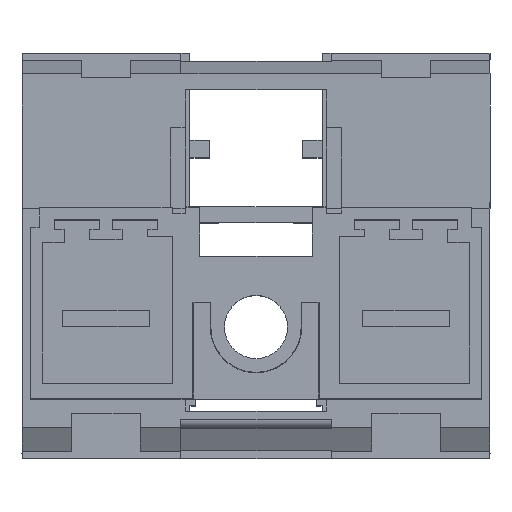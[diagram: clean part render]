
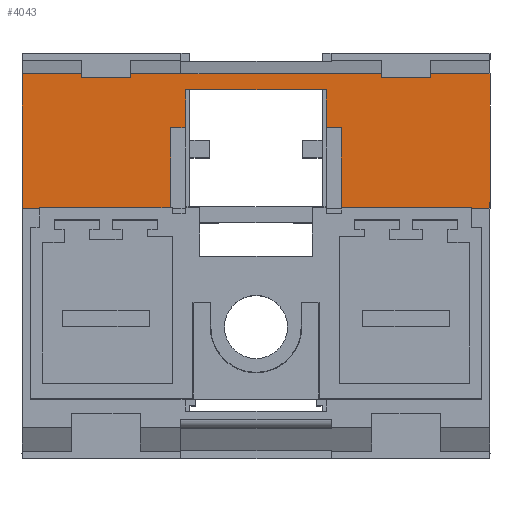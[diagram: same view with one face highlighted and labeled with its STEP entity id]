
A CAD part, top view. The second image highlights one B-rep face of the part: STEP entity #4043.
In plain terms, the highlighted planar face has unit normal (0, 0, 1).
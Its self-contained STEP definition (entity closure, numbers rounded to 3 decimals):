
#3928=AXIS2_PLACEMENT_3D('Plane Axis2P3D',#3925,#3926,#3927) ;
#3677=CARTESIAN_POINT('Vertex',(8.07,19.535,34.6)) ;
#3689=CARTESIAN_POINT('Vertex',(5.51,19.535,34.6)) ;
#3692=CARTESIAN_POINT('Line Origine',(6.79,19.535,34.6)) ;
#3716=CARTESIAN_POINT('Vertex',(5.51,19.35,34.6)) ;
#3719=CARTESIAN_POINT('Line Origine',(5.51,19.442,34.6)) ;
#3741=CARTESIAN_POINT('Vertex',(3.01,19.35,34.6)) ;
#3744=CARTESIAN_POINT('Line Origine',(4.26,19.35,34.6)) ;
#3762=CARTESIAN_POINT('Line Origine',(3.01,19.442,34.6)) ;
#3766=CARTESIAN_POINT('Vertex',(3.01,19.535,34.6)) ;
#3786=CARTESIAN_POINT('Vertex',(0.,19.535,34.6)) ;
#3789=CARTESIAN_POINT('Line Origine',(1.505,19.535,34.6)) ;
#3807=CARTESIAN_POINT('Line Origine',(0.,16.117,34.6)) ;
#3811=CARTESIAN_POINT('Vertex',(0.,12.7,34.6)) ;
#3853=CARTESIAN_POINT('Vertex',(7.55,12.7,34.6)) ;
#3856=CARTESIAN_POINT('Line Origine',(3.775,12.7,34.6)) ;
#3884=CARTESIAN_POINT('Vertex',(7.55,16.8,34.6)) ;
#3887=CARTESIAN_POINT('Line Origine',(7.55,14.75,34.6)) ;
#3905=CARTESIAN_POINT('Line Origine',(7.81,16.8,34.6)) ;
#3909=CARTESIAN_POINT('Vertex',(8.07,16.8,34.6)) ;
#3925=CARTESIAN_POINT('Axis2P3D Location',(23.76,19.535,34.6)) ;
#3930=CARTESIAN_POINT('Line Origine',(15.825,16.8,34.6)) ;
#3934=CARTESIAN_POINT('Vertex',(16.21,16.8,34.6)) ;
#3936=CARTESIAN_POINT('Vertex',(15.44,16.8,34.6)) ;
#3939=CARTESIAN_POINT('Line Origine',(16.21,14.75,34.6)) ;
#3943=CARTESIAN_POINT('Vertex',(16.21,12.7,34.6)) ;
#3946=CARTESIAN_POINT('Line Origine',(19.985,12.7,34.6)) ;
#3950=CARTESIAN_POINT('Vertex',(23.76,12.7,34.6)) ;
#3953=CARTESIAN_POINT('Line Origine',(23.76,16.117,34.6)) ;
#3957=CARTESIAN_POINT('Vertex',(23.76,19.535,34.6)) ;
#3960=CARTESIAN_POINT('Line Origine',(22.255,19.535,34.6)) ;
#3964=CARTESIAN_POINT('Vertex',(20.75,19.535,34.6)) ;
#3967=CARTESIAN_POINT('Line Origine',(20.75,19.442,34.6)) ;
#3971=CARTESIAN_POINT('Vertex',(20.75,19.35,34.6)) ;
#3974=CARTESIAN_POINT('Line Origine',(19.5,19.35,34.6)) ;
#3978=CARTESIAN_POINT('Vertex',(18.25,19.35,34.6)) ;
#3981=CARTESIAN_POINT('Line Origine',(18.25,19.442,34.6)) ;
#3985=CARTESIAN_POINT('Vertex',(18.25,19.535,34.6)) ;
#3988=CARTESIAN_POINT('Line Origine',(13.16,19.535,34.6)) ;
#3993=CARTESIAN_POINT('Line Origine',(8.195,16.8,34.6)) ;
#3997=CARTESIAN_POINT('Vertex',(8.32,16.8,34.6)) ;
#4000=CARTESIAN_POINT('Line Origine',(8.32,17.763,34.6)) ;
#4004=CARTESIAN_POINT('Vertex',(8.32,18.727,34.6)) ;
#4007=CARTESIAN_POINT('Line Origine',(11.88,18.727,34.6)) ;
#4011=CARTESIAN_POINT('Vertex',(15.44,18.727,34.6)) ;
#4014=CARTESIAN_POINT('Line Origine',(15.44,17.763,34.6)) ;
#3693=DIRECTION('Vector Direction',(-1.,0.,0.)) ;
#3720=DIRECTION('Vector Direction',(0.,-1.,0.)) ;
#3745=DIRECTION('Vector Direction',(-1.,0.,0.)) ;
#3763=DIRECTION('Vector Direction',(0.,-1.,0.)) ;
#3790=DIRECTION('Vector Direction',(-1.,0.,0.)) ;
#3808=DIRECTION('Vector Direction',(0.,-1.,0.)) ;
#3857=DIRECTION('Vector Direction',(-1.,0.,0.)) ;
#3888=DIRECTION('Vector Direction',(0.,1.,0.)) ;
#3906=DIRECTION('Vector Direction',(-1.,0.,0.)) ;
#3926=DIRECTION('Axis2P3D Direction',(0.,0.,-1.)) ;
#3927=DIRECTION('Axis2P3D XDirection',(0.,-1.,0.)) ;
#3931=DIRECTION('Vector Direction',(-1.,0.,0.)) ;
#3940=DIRECTION('Vector Direction',(0.,1.,0.)) ;
#3947=DIRECTION('Vector Direction',(-1.,0.,0.)) ;
#3954=DIRECTION('Vector Direction',(0.,-1.,0.)) ;
#3961=DIRECTION('Vector Direction',(-1.,0.,0.)) ;
#3968=DIRECTION('Vector Direction',(0.,-1.,0.)) ;
#3975=DIRECTION('Vector Direction',(-1.,0.,0.)) ;
#3982=DIRECTION('Vector Direction',(0.,-1.,0.)) ;
#3989=DIRECTION('Vector Direction',(-1.,0.,0.)) ;
#3994=DIRECTION('Vector Direction',(-1.,0.,0.)) ;
#4001=DIRECTION('Vector Direction',(0.,-1.,0.)) ;
#4008=DIRECTION('Vector Direction',(1.,0.,0.)) ;
#4015=DIRECTION('Vector Direction',(0.,-1.,0.)) ;
#3694=VECTOR('Line Direction',#3693,1.) ;
#3721=VECTOR('Line Direction',#3720,1.) ;
#3746=VECTOR('Line Direction',#3745,1.) ;
#3764=VECTOR('Line Direction',#3763,1.) ;
#3791=VECTOR('Line Direction',#3790,1.) ;
#3809=VECTOR('Line Direction',#3808,1.) ;
#3858=VECTOR('Line Direction',#3857,1.) ;
#3889=VECTOR('Line Direction',#3888,1.) ;
#3907=VECTOR('Line Direction',#3906,1.) ;
#3932=VECTOR('Line Direction',#3931,1.) ;
#3941=VECTOR('Line Direction',#3940,1.) ;
#3948=VECTOR('Line Direction',#3947,1.) ;
#3955=VECTOR('Line Direction',#3954,1.) ;
#3962=VECTOR('Line Direction',#3961,1.) ;
#3969=VECTOR('Line Direction',#3968,1.) ;
#3976=VECTOR('Line Direction',#3975,1.) ;
#3983=VECTOR('Line Direction',#3982,1.) ;
#3990=VECTOR('Line Direction',#3989,1.) ;
#3995=VECTOR('Line Direction',#3994,1.) ;
#4002=VECTOR('Line Direction',#4001,1.) ;
#4009=VECTOR('Line Direction',#4008,1.) ;
#4016=VECTOR('Line Direction',#4015,1.) ;
#4020=ORIENTED_EDGE('',*,*,#3938,.F.) ;
#4021=ORIENTED_EDGE('',*,*,#3945,.F.) ;
#4022=ORIENTED_EDGE('',*,*,#3952,.F.) ;
#4023=ORIENTED_EDGE('',*,*,#3959,.F.) ;
#4024=ORIENTED_EDGE('',*,*,#3966,.T.) ;
#4025=ORIENTED_EDGE('',*,*,#3973,.T.) ;
#4026=ORIENTED_EDGE('',*,*,#3980,.T.) ;
#4027=ORIENTED_EDGE('',*,*,#3987,.F.) ;
#4028=ORIENTED_EDGE('',*,*,#3992,.T.) ;
#4029=ORIENTED_EDGE('',*,*,#3696,.T.) ;
#4030=ORIENTED_EDGE('',*,*,#3723,.T.) ;
#4031=ORIENTED_EDGE('',*,*,#3748,.T.) ;
#4032=ORIENTED_EDGE('',*,*,#3768,.F.) ;
#4033=ORIENTED_EDGE('',*,*,#3793,.T.) ;
#4034=ORIENTED_EDGE('',*,*,#3813,.T.) ;
#4035=ORIENTED_EDGE('',*,*,#3860,.F.) ;
#4036=ORIENTED_EDGE('',*,*,#3891,.F.) ;
#4037=ORIENTED_EDGE('',*,*,#3911,.F.) ;
#4038=ORIENTED_EDGE('',*,*,#3999,.F.) ;
#4039=ORIENTED_EDGE('',*,*,#4006,.F.) ;
#4040=ORIENTED_EDGE('',*,*,#4013,.T.) ;
#4041=ORIENTED_EDGE('',*,*,#4018,.T.) ;
#4043=ADVANCED_FACE('HOUSING',(#4042),#3929,.F.) ;
#3696=EDGE_CURVE('',#3678,#3690,#3695,.T.) ;
#3723=EDGE_CURVE('',#3690,#3717,#3722,.T.) ;
#3748=EDGE_CURVE('',#3717,#3742,#3747,.T.) ;
#3768=EDGE_CURVE('',#3767,#3742,#3765,.T.) ;
#3793=EDGE_CURVE('',#3767,#3787,#3792,.T.) ;
#3813=EDGE_CURVE('',#3787,#3812,#3810,.T.) ;
#3860=EDGE_CURVE('',#3854,#3812,#3859,.T.) ;
#3891=EDGE_CURVE('',#3885,#3854,#3890,.F.) ;
#3911=EDGE_CURVE('',#3910,#3885,#3908,.T.) ;
#3938=EDGE_CURVE('',#3935,#3937,#3933,.T.) ;
#3945=EDGE_CURVE('',#3944,#3935,#3942,.T.) ;
#3952=EDGE_CURVE('',#3951,#3944,#3949,.T.) ;
#3959=EDGE_CURVE('',#3958,#3951,#3956,.T.) ;
#3966=EDGE_CURVE('',#3958,#3965,#3963,.T.) ;
#3973=EDGE_CURVE('',#3965,#3972,#3970,.T.) ;
#3980=EDGE_CURVE('',#3972,#3979,#3977,.T.) ;
#3987=EDGE_CURVE('',#3986,#3979,#3984,.T.) ;
#3992=EDGE_CURVE('',#3986,#3678,#3991,.T.) ;
#3999=EDGE_CURVE('',#3998,#3910,#3996,.T.) ;
#4006=EDGE_CURVE('',#4005,#3998,#4003,.T.) ;
#4013=EDGE_CURVE('',#4005,#4012,#4010,.T.) ;
#4018=EDGE_CURVE('',#4012,#3937,#4017,.T.) ;
#4019=EDGE_LOOP('',(#4020,#4021,#4022,#4023,#4024,#4025,#4026,#4027,#4028,#4029,#4030,#4031,#4032,#4033,#4034,#4035,#4036,#4037,#4038,#4039,#4040,#4041)) ;
#4042=FACE_OUTER_BOUND('',#4019,.T.) ;
#3695=LINE('Line',#3692,#3694) ;
#3722=LINE('Line',#3719,#3721) ;
#3747=LINE('Line',#3744,#3746) ;
#3765=LINE('Line',#3762,#3764) ;
#3792=LINE('Line',#3789,#3791) ;
#3810=LINE('Line',#3807,#3809) ;
#3859=LINE('Line',#3856,#3858) ;
#3890=LINE('Line',#3887,#3889) ;
#3908=LINE('Line',#3905,#3907) ;
#3933=LINE('Line',#3930,#3932) ;
#3942=LINE('Line',#3939,#3941) ;
#3949=LINE('Line',#3946,#3948) ;
#3956=LINE('Line',#3953,#3955) ;
#3963=LINE('Line',#3960,#3962) ;
#3970=LINE('Line',#3967,#3969) ;
#3977=LINE('Line',#3974,#3976) ;
#3984=LINE('Line',#3981,#3983) ;
#3991=LINE('Line',#3988,#3990) ;
#3996=LINE('Line',#3993,#3995) ;
#4003=LINE('Line',#4000,#4002) ;
#4010=LINE('Line',#4007,#4009) ;
#4017=LINE('Line',#4014,#4016) ;
#3929=PLANE('',#3928) ;
#3678=VERTEX_POINT('',#3677) ;
#3690=VERTEX_POINT('',#3689) ;
#3717=VERTEX_POINT('',#3716) ;
#3742=VERTEX_POINT('',#3741) ;
#3767=VERTEX_POINT('',#3766) ;
#3787=VERTEX_POINT('',#3786) ;
#3812=VERTEX_POINT('',#3811) ;
#3854=VERTEX_POINT('',#3853) ;
#3885=VERTEX_POINT('',#3884) ;
#3910=VERTEX_POINT('',#3909) ;
#3935=VERTEX_POINT('',#3934) ;
#3937=VERTEX_POINT('',#3936) ;
#3944=VERTEX_POINT('',#3943) ;
#3951=VERTEX_POINT('',#3950) ;
#3958=VERTEX_POINT('',#3957) ;
#3965=VERTEX_POINT('',#3964) ;
#3972=VERTEX_POINT('',#3971) ;
#3979=VERTEX_POINT('',#3978) ;
#3986=VERTEX_POINT('',#3985) ;
#3998=VERTEX_POINT('',#3997) ;
#4005=VERTEX_POINT('',#4004) ;
#4012=VERTEX_POINT('',#4011) ;
